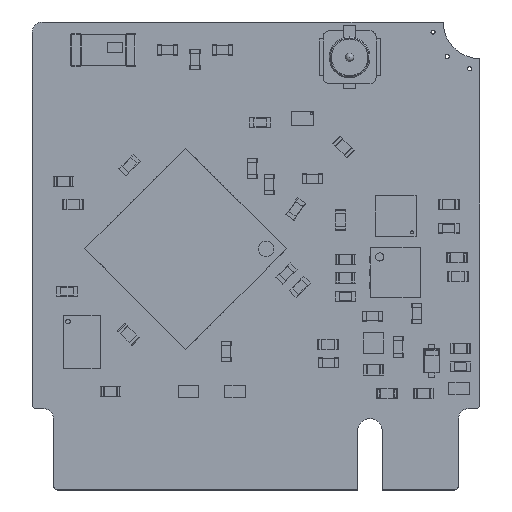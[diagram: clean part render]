
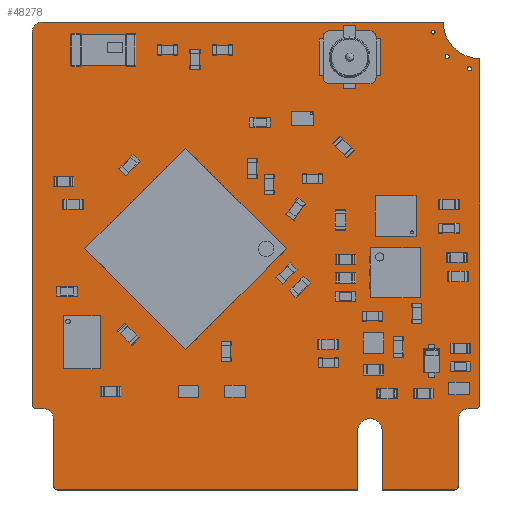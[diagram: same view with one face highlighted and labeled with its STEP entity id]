
A CAD part, top view. The second image highlights one B-rep face of the part: STEP entity #48278.
In plain terms, the highlighted planar face has unit normal (0, 0, 1).
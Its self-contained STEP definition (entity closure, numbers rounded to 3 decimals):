
#47986 = VERTEX_POINT('',#47987);
#47987 = CARTESIAN_POINT('',(20.2,23.,0.71));
#47993 = EDGE_CURVE('',#47986,#47994,#47996,.T.);
#47994 = VERTEX_POINT('',#47995);
#47995 = CARTESIAN_POINT('',(22.,21.2,0.71));
#47996 = CIRCLE('',#47997,1.796);
#47997 = AXIS2_PLACEMENT_3D('',#47998,#47999,#48000);
#47998 = CARTESIAN_POINT('',(21.996,22.996,0.71));
#47999 = DIRECTION('',(0.,0.,1.));
#48000 = DIRECTION('',(-1.,0.002,0.));
#48028 = VERTEX_POINT('',#48029);
#48029 = CARTESIAN_POINT('',(0.5,23.,0.71));
#48035 = EDGE_CURVE('',#48028,#47986,#48036,.T.);
#48036 = LINE('',#48037,#48038);
#48037 = CARTESIAN_POINT('',(0.5,23.,0.71));
#48038 = VECTOR('',#48039,1.);
#48039 = DIRECTION('',(1.,0.,0.));
#48057 = EDGE_CURVE('',#47994,#48058,#48060,.T.);
#48058 = VERTEX_POINT('',#48059);
#48059 = CARTESIAN_POINT('',(22.,4.2,0.71));
#48060 = LINE('',#48061,#48062);
#48061 = CARTESIAN_POINT('',(22.,21.2,0.71));
#48062 = VECTOR('',#48063,1.);
#48063 = DIRECTION('',(0.,-1.,0.));
#48278 = ADVANCED_FACE('',(#48279,#48435,#48446,#48457),#48468,.T.);
#48279 = FACE_BOUND('',#48280,.T.);
#48280 = EDGE_LOOP('',(#48281,#48282,#48283,#48292,#48300,#48309,#48317,
    #48326,#48334,#48343,#48351,#48359,#48368,#48377,#48385,#48393,
    #48402,#48410,#48419,#48427,#48434));
#48281 = ORIENTED_EDGE('',*,*,#47993,.F.);
#48282 = ORIENTED_EDGE('',*,*,#48035,.F.);
#48283 = ORIENTED_EDGE('',*,*,#48284,.F.);
#48284 = EDGE_CURVE('',#48285,#48028,#48287,.T.);
#48285 = VERTEX_POINT('',#48286);
#48286 = CARTESIAN_POINT('',(0.,22.5,0.71));
#48287 = CIRCLE('',#48288,0.5);
#48288 = AXIS2_PLACEMENT_3D('',#48289,#48290,#48291);
#48289 = CARTESIAN_POINT('',(0.5,22.5,0.71));
#48290 = DIRECTION('',(0.,0.,-1.));
#48291 = DIRECTION('',(-1.,0.,0.));
#48292 = ORIENTED_EDGE('',*,*,#48293,.F.);
#48293 = EDGE_CURVE('',#48294,#48285,#48296,.T.);
#48294 = VERTEX_POINT('',#48295);
#48295 = CARTESIAN_POINT('',(0.,4.2,0.71));
#48296 = LINE('',#48297,#48298);
#48297 = CARTESIAN_POINT('',(0.,4.2,0.71));
#48298 = VECTOR('',#48299,1.);
#48299 = DIRECTION('',(0.,1.,0.));
#48300 = ORIENTED_EDGE('',*,*,#48301,.F.);
#48301 = EDGE_CURVE('',#48302,#48294,#48304,.T.);
#48302 = VERTEX_POINT('',#48303);
#48303 = CARTESIAN_POINT('',(0.2,4.,0.71));
#48304 = CIRCLE('',#48305,0.2);
#48305 = AXIS2_PLACEMENT_3D('',#48306,#48307,#48308);
#48306 = CARTESIAN_POINT('',(0.2,4.2,0.71));
#48307 = DIRECTION('',(0.,0.,-1.));
#48308 = DIRECTION('',(0.,-1.,-0.));
#48309 = ORIENTED_EDGE('',*,*,#48310,.F.);
#48310 = EDGE_CURVE('',#48311,#48302,#48313,.T.);
#48311 = VERTEX_POINT('',#48312);
#48312 = CARTESIAN_POINT('',(0.55,4.,0.71));
#48313 = LINE('',#48314,#48315);
#48314 = CARTESIAN_POINT('',(0.55,4.,0.71));
#48315 = VECTOR('',#48316,1.);
#48316 = DIRECTION('',(-1.,0.,0.));
#48317 = ORIENTED_EDGE('',*,*,#48318,.F.);
#48318 = EDGE_CURVE('',#48319,#48311,#48321,.T.);
#48319 = VERTEX_POINT('',#48320);
#48320 = CARTESIAN_POINT('',(1.05,3.5,0.71));
#48321 = CIRCLE('',#48322,0.5);
#48322 = AXIS2_PLACEMENT_3D('',#48323,#48324,#48325);
#48323 = CARTESIAN_POINT('',(0.55,3.5,0.71));
#48324 = DIRECTION('',(0.,0.,1.));
#48325 = DIRECTION('',(1.,0.,-0.));
#48326 = ORIENTED_EDGE('',*,*,#48327,.F.);
#48327 = EDGE_CURVE('',#48328,#48319,#48330,.T.);
#48328 = VERTEX_POINT('',#48329);
#48329 = CARTESIAN_POINT('',(1.05,0.2,0.71));
#48330 = LINE('',#48331,#48332);
#48331 = CARTESIAN_POINT('',(1.05,0.2,0.71));
#48332 = VECTOR('',#48333,1.);
#48333 = DIRECTION('',(0.,1.,0.));
#48334 = ORIENTED_EDGE('',*,*,#48335,.F.);
#48335 = EDGE_CURVE('',#48336,#48328,#48338,.T.);
#48336 = VERTEX_POINT('',#48337);
#48337 = CARTESIAN_POINT('',(1.25,0.,0.71));
#48338 = CIRCLE('',#48339,0.2);
#48339 = AXIS2_PLACEMENT_3D('',#48340,#48341,#48342);
#48340 = CARTESIAN_POINT('',(1.25,0.2,0.71));
#48341 = DIRECTION('',(0.,0.,-1.));
#48342 = DIRECTION('',(0.,-1.,-0.));
#48343 = ORIENTED_EDGE('',*,*,#48344,.F.);
#48344 = EDGE_CURVE('',#48345,#48336,#48347,.T.);
#48345 = VERTEX_POINT('',#48346);
#48346 = CARTESIAN_POINT('',(16.,0.,0.71));
#48347 = LINE('',#48348,#48349);
#48348 = CARTESIAN_POINT('',(16.,0.,0.71));
#48349 = VECTOR('',#48350,1.);
#48350 = DIRECTION('',(-1.,0.,0.));
#48351 = ORIENTED_EDGE('',*,*,#48352,.F.);
#48352 = EDGE_CURVE('',#48353,#48345,#48355,.T.);
#48353 = VERTEX_POINT('',#48354);
#48354 = CARTESIAN_POINT('',(16.,2.9,0.71));
#48355 = LINE('',#48356,#48357);
#48356 = CARTESIAN_POINT('',(16.,2.9,0.71));
#48357 = VECTOR('',#48358,1.);
#48358 = DIRECTION('',(0.,-1.,0.));
#48359 = ORIENTED_EDGE('',*,*,#48360,.F.);
#48360 = EDGE_CURVE('',#48361,#48353,#48363,.T.);
#48361 = VERTEX_POINT('',#48362);
#48362 = CARTESIAN_POINT('',(16.6,3.5,0.71));
#48363 = CIRCLE('',#48364,0.6);
#48364 = AXIS2_PLACEMENT_3D('',#48365,#48366,#48367);
#48365 = CARTESIAN_POINT('',(16.6,2.9,0.71));
#48366 = DIRECTION('',(0.,0.,1.));
#48367 = DIRECTION('',(0.,1.,0.));
#48368 = ORIENTED_EDGE('',*,*,#48369,.F.);
#48369 = EDGE_CURVE('',#48370,#48361,#48372,.T.);
#48370 = VERTEX_POINT('',#48371);
#48371 = CARTESIAN_POINT('',(17.2,2.9,0.71));
#48372 = CIRCLE('',#48373,0.6);
#48373 = AXIS2_PLACEMENT_3D('',#48374,#48375,#48376);
#48374 = CARTESIAN_POINT('',(16.6,2.9,0.71));
#48375 = DIRECTION('',(0.,0.,1.));
#48376 = DIRECTION('',(1.,0.,-0.));
#48377 = ORIENTED_EDGE('',*,*,#48378,.F.);
#48378 = EDGE_CURVE('',#48379,#48370,#48381,.T.);
#48379 = VERTEX_POINT('',#48380);
#48380 = CARTESIAN_POINT('',(17.2,0.,0.71));
#48381 = LINE('',#48382,#48383);
#48382 = CARTESIAN_POINT('',(17.2,0.,0.71));
#48383 = VECTOR('',#48384,1.);
#48384 = DIRECTION('',(0.,1.,0.));
#48385 = ORIENTED_EDGE('',*,*,#48386,.F.);
#48386 = EDGE_CURVE('',#48387,#48379,#48389,.T.);
#48387 = VERTEX_POINT('',#48388);
#48388 = CARTESIAN_POINT('',(20.75,0.,0.71));
#48389 = LINE('',#48390,#48391);
#48390 = CARTESIAN_POINT('',(20.75,0.,0.71));
#48391 = VECTOR('',#48392,1.);
#48392 = DIRECTION('',(-1.,0.,0.));
#48393 = ORIENTED_EDGE('',*,*,#48394,.F.);
#48394 = EDGE_CURVE('',#48395,#48387,#48397,.T.);
#48395 = VERTEX_POINT('',#48396);
#48396 = CARTESIAN_POINT('',(20.95,0.2,0.71));
#48397 = CIRCLE('',#48398,0.2);
#48398 = AXIS2_PLACEMENT_3D('',#48399,#48400,#48401);
#48399 = CARTESIAN_POINT('',(20.75,0.2,0.71));
#48400 = DIRECTION('',(0.,0.,-1.));
#48401 = DIRECTION('',(1.,0.,0.));
#48402 = ORIENTED_EDGE('',*,*,#48403,.F.);
#48403 = EDGE_CURVE('',#48404,#48395,#48406,.T.);
#48404 = VERTEX_POINT('',#48405);
#48405 = CARTESIAN_POINT('',(20.95,3.5,0.71));
#48406 = LINE('',#48407,#48408);
#48407 = CARTESIAN_POINT('',(20.95,3.5,0.71));
#48408 = VECTOR('',#48409,1.);
#48409 = DIRECTION('',(0.,-1.,0.));
#48410 = ORIENTED_EDGE('',*,*,#48411,.F.);
#48411 = EDGE_CURVE('',#48412,#48404,#48414,.T.);
#48412 = VERTEX_POINT('',#48413);
#48413 = CARTESIAN_POINT('',(21.45,4.,0.71));
#48414 = CIRCLE('',#48415,0.5);
#48415 = AXIS2_PLACEMENT_3D('',#48416,#48417,#48418);
#48416 = CARTESIAN_POINT('',(21.45,3.5,0.71));
#48417 = DIRECTION('',(0.,0.,1.));
#48418 = DIRECTION('',(0.,1.,0.));
#48419 = ORIENTED_EDGE('',*,*,#48420,.F.);
#48420 = EDGE_CURVE('',#48421,#48412,#48423,.T.);
#48421 = VERTEX_POINT('',#48422);
#48422 = CARTESIAN_POINT('',(21.8,4.,0.71));
#48423 = LINE('',#48424,#48425);
#48424 = CARTESIAN_POINT('',(21.8,4.,0.71));
#48425 = VECTOR('',#48426,1.);
#48426 = DIRECTION('',(-1.,0.,0.));
#48427 = ORIENTED_EDGE('',*,*,#48428,.F.);
#48428 = EDGE_CURVE('',#48058,#48421,#48429,.T.);
#48429 = CIRCLE('',#48430,0.2);
#48430 = AXIS2_PLACEMENT_3D('',#48431,#48432,#48433);
#48431 = CARTESIAN_POINT('',(21.8,4.2,0.71));
#48432 = DIRECTION('',(0.,0.,-1.));
#48433 = DIRECTION('',(1.,0.,0.));
#48434 = ORIENTED_EDGE('',*,*,#48057,.F.);
#48435 = FACE_BOUND('',#48436,.T.);
#48436 = EDGE_LOOP('',(#48437));
#48437 = ORIENTED_EDGE('',*,*,#48438,.T.);
#48438 = EDGE_CURVE('',#48439,#48439,#48441,.T.);
#48439 = VERTEX_POINT('',#48440);
#48440 = CARTESIAN_POINT('',(20.4,21.205,0.71));
#48441 = CIRCLE('',#48442,0.1);
#48442 = AXIS2_PLACEMENT_3D('',#48443,#48444,#48445);
#48443 = CARTESIAN_POINT('',(20.4,21.305,0.71));
#48444 = DIRECTION('',(-0.,0.,-1.));
#48445 = DIRECTION('',(-0.,-1.,0.));
#48446 = FACE_BOUND('',#48447,.T.);
#48447 = EDGE_LOOP('',(#48448));
#48448 = ORIENTED_EDGE('',*,*,#48449,.T.);
#48449 = EDGE_CURVE('',#48450,#48450,#48452,.T.);
#48450 = VERTEX_POINT('',#48451);
#48451 = CARTESIAN_POINT('',(21.5,20.605,0.71));
#48452 = CIRCLE('',#48453,0.1);
#48453 = AXIS2_PLACEMENT_3D('',#48454,#48455,#48456);
#48454 = CARTESIAN_POINT('',(21.5,20.705,0.71));
#48455 = DIRECTION('',(-0.,0.,-1.));
#48456 = DIRECTION('',(-0.,-1.,0.));
#48457 = FACE_BOUND('',#48458,.T.);
#48458 = EDGE_LOOP('',(#48459));
#48459 = ORIENTED_EDGE('',*,*,#48460,.T.);
#48460 = EDGE_CURVE('',#48461,#48461,#48463,.T.);
#48461 = VERTEX_POINT('',#48462);
#48462 = CARTESIAN_POINT('',(19.7,22.405,0.71));
#48463 = CIRCLE('',#48464,0.1);
#48464 = AXIS2_PLACEMENT_3D('',#48465,#48466,#48467);
#48465 = CARTESIAN_POINT('',(19.7,22.505,0.71));
#48466 = DIRECTION('',(-0.,0.,-1.));
#48467 = DIRECTION('',(0.,-1.,0.));
#48468 = PLANE('',#48469);
#48469 = AXIS2_PLACEMENT_3D('',#48470,#48471,#48472);
#48470 = CARTESIAN_POINT('',(0.,0.,0.71));
#48471 = DIRECTION('',(0.,0.,1.));
#48472 = DIRECTION('',(1.,0.,-0.));
